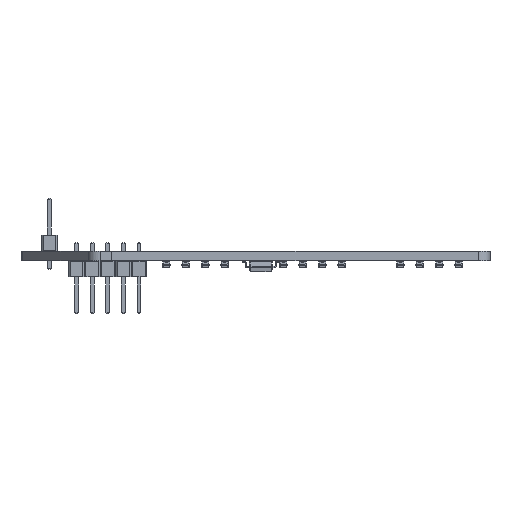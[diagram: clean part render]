
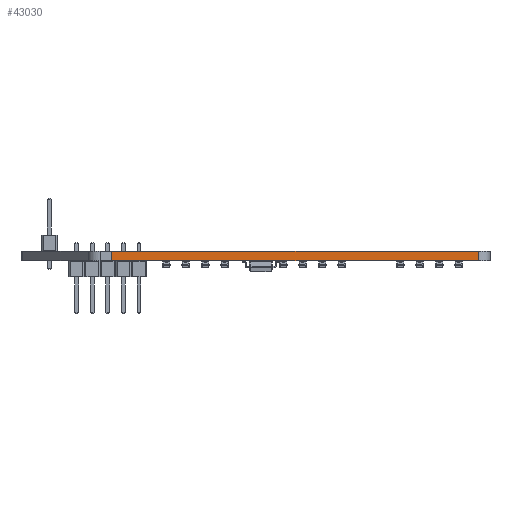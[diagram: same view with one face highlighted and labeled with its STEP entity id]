
A CAD part, left-side view. The second image highlights one B-rep face of the part: STEP entity #43030.
In plain terms, the highlighted planar face has unit normal (-1, 0, 0).
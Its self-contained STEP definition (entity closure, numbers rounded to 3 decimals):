
#43030 = ADVANCED_FACE('',(#43031),#43045,.F.);
#43031 = FACE_BOUND('',#43032,.F.);
#43032 = EDGE_LOOP('',(#43033,#43068,#43096,#43124));
#43033 = ORIENTED_EDGE('',*,*,#43034,.T.);
#43034 = EDGE_CURVE('',#43035,#43037,#43039,.T.);
#43035 = VERTEX_POINT('',#43036);
#43036 = CARTESIAN_POINT('',(29.21,-46.99,0.));
#43037 = VERTEX_POINT('',#43038);
#43038 = CARTESIAN_POINT('',(29.21,-46.99,1.6));
#43039 = SURFACE_CURVE('',#43040,(#43044,#43056),.PCURVE_S1.);
#43040 = LINE('',#43041,#43042);
#43041 = CARTESIAN_POINT('',(29.21,-46.99,0.));
#43042 = VECTOR('',#43043,1.);
#43043 = DIRECTION('',(0.,0.,1.));
#43044 = PCURVE('',#43045,#43050);
#43045 = PLANE('',#43046);
#43046 = AXIS2_PLACEMENT_3D('',#43047,#43048,#43049);
#43047 = CARTESIAN_POINT('',(29.21,-46.99,0.));
#43048 = DIRECTION('',(1.,0.,0.));
#43049 = DIRECTION('',(0.,-1.,0.));
#43050 = DEFINITIONAL_REPRESENTATION('',(#43051),#43055);
#43051 = LINE('',#43052,#43053);
#43052 = CARTESIAN_POINT('',(0.,0.));
#43053 = VECTOR('',#43054,1.);
#43054 = DIRECTION('',(0.,-1.));
#43055 = ( GEOMETRIC_REPRESENTATION_CONTEXT(2) 
PARAMETRIC_REPRESENTATION_CONTEXT() REPRESENTATION_CONTEXT('2D SPACE',''
  ) );
#43056 = PCURVE('',#43057,#43062);
#43057 = PLANE('',#43058);
#43058 = AXIS2_PLACEMENT_3D('',#43059,#43060,#43061);
#43059 = CARTESIAN_POINT('',(29.21,-45.085,0.));
#43060 = DIRECTION('',(1.,0.,0.));
#43061 = DIRECTION('',(0.,-1.,0.));
#43062 = DEFINITIONAL_REPRESENTATION('',(#43063),#43067);
#43063 = LINE('',#43064,#43065);
#43064 = CARTESIAN_POINT('',(1.905,0.));
#43065 = VECTOR('',#43066,1.);
#43066 = DIRECTION('',(0.,-1.));
#43067 = ( GEOMETRIC_REPRESENTATION_CONTEXT(2) 
PARAMETRIC_REPRESENTATION_CONTEXT() REPRESENTATION_CONTEXT('2D SPACE',''
  ) );
#43068 = ORIENTED_EDGE('',*,*,#43069,.T.);
#43069 = EDGE_CURVE('',#43037,#43070,#43072,.T.);
#43070 = VERTEX_POINT('',#43071);
#43071 = CARTESIAN_POINT('',(29.21,-106.68,1.6));
#43072 = SURFACE_CURVE('',#43073,(#43077,#43084),.PCURVE_S1.);
#43073 = LINE('',#43074,#43075);
#43074 = CARTESIAN_POINT('',(29.21,-46.99,1.6));
#43075 = VECTOR('',#43076,1.);
#43076 = DIRECTION('',(0.,-1.,0.));
#43077 = PCURVE('',#43045,#43078);
#43078 = DEFINITIONAL_REPRESENTATION('',(#43079),#43083);
#43079 = LINE('',#43080,#43081);
#43080 = CARTESIAN_POINT('',(0.,-1.6));
#43081 = VECTOR('',#43082,1.);
#43082 = DIRECTION('',(1.,0.));
#43083 = ( GEOMETRIC_REPRESENTATION_CONTEXT(2) 
PARAMETRIC_REPRESENTATION_CONTEXT() REPRESENTATION_CONTEXT('2D SPACE',''
  ) );
#43084 = PCURVE('',#43085,#43090);
#43085 = PLANE('',#43086);
#43086 = AXIS2_PLACEMENT_3D('',#43087,#43088,#43089);
#43087 = CARTESIAN_POINT('',(89.819,-71.923,1.6));
#43088 = DIRECTION('',(0.,0.,1.));
#43089 = DIRECTION('',(1.,0.,0.));
#43090 = DEFINITIONAL_REPRESENTATION('',(#43091),#43095);
#43091 = LINE('',#43092,#43093);
#43092 = CARTESIAN_POINT('',(-60.609,24.933));
#43093 = VECTOR('',#43094,1.);
#43094 = DIRECTION('',(0.,-1.));
#43095 = ( GEOMETRIC_REPRESENTATION_CONTEXT(2) 
PARAMETRIC_REPRESENTATION_CONTEXT() REPRESENTATION_CONTEXT('2D SPACE',''
  ) );
#43096 = ORIENTED_EDGE('',*,*,#43097,.F.);
#43097 = EDGE_CURVE('',#43098,#43070,#43100,.T.);
#43098 = VERTEX_POINT('',#43099);
#43099 = CARTESIAN_POINT('',(29.21,-106.68,0.));
#43100 = SURFACE_CURVE('',#43101,(#43105,#43112),.PCURVE_S1.);
#43101 = LINE('',#43102,#43103);
#43102 = CARTESIAN_POINT('',(29.21,-106.68,0.));
#43103 = VECTOR('',#43104,1.);
#43104 = DIRECTION('',(0.,0.,1.));
#43105 = PCURVE('',#43045,#43106);
#43106 = DEFINITIONAL_REPRESENTATION('',(#43107),#43111);
#43107 = LINE('',#43108,#43109);
#43108 = CARTESIAN_POINT('',(59.69,0.));
#43109 = VECTOR('',#43110,1.);
#43110 = DIRECTION('',(0.,-1.));
#43111 = ( GEOMETRIC_REPRESENTATION_CONTEXT(2) 
PARAMETRIC_REPRESENTATION_CONTEXT() REPRESENTATION_CONTEXT('2D SPACE',''
  ) );
#43112 = PCURVE('',#43113,#43118);
#43113 = CYLINDRICAL_SURFACE('',#43114,1.905);
#43114 = AXIS2_PLACEMENT_3D('',#43115,#43116,#43117);
#43115 = CARTESIAN_POINT('',(31.115,-106.68,0.));
#43116 = DIRECTION('',(0.,0.,-1.));
#43117 = DIRECTION('',(1.,0.,0.));
#43118 = DEFINITIONAL_REPRESENTATION('',(#43119),#43123);
#43119 = LINE('',#43120,#43121);
#43120 = CARTESIAN_POINT('',(-3.142,0.));
#43121 = VECTOR('',#43122,1.);
#43122 = DIRECTION('',(0.,-1.));
#43123 = ( GEOMETRIC_REPRESENTATION_CONTEXT(2) 
PARAMETRIC_REPRESENTATION_CONTEXT() REPRESENTATION_CONTEXT('2D SPACE',''
  ) );
#43124 = ORIENTED_EDGE('',*,*,#43125,.F.);
#43125 = EDGE_CURVE('',#43035,#43098,#43126,.T.);
#43126 = SURFACE_CURVE('',#43127,(#43131,#43138),.PCURVE_S1.);
#43127 = LINE('',#43128,#43129);
#43128 = CARTESIAN_POINT('',(29.21,-46.99,0.));
#43129 = VECTOR('',#43130,1.);
#43130 = DIRECTION('',(0.,-1.,0.));
#43131 = PCURVE('',#43045,#43132);
#43132 = DEFINITIONAL_REPRESENTATION('',(#43133),#43137);
#43133 = LINE('',#43134,#43135);
#43134 = CARTESIAN_POINT('',(0.,0.));
#43135 = VECTOR('',#43136,1.);
#43136 = DIRECTION('',(1.,0.));
#43137 = ( GEOMETRIC_REPRESENTATION_CONTEXT(2) 
PARAMETRIC_REPRESENTATION_CONTEXT() REPRESENTATION_CONTEXT('2D SPACE',''
  ) );
#43138 = PCURVE('',#43139,#43144);
#43139 = PLANE('',#43140);
#43140 = AXIS2_PLACEMENT_3D('',#43141,#43142,#43143);
#43141 = CARTESIAN_POINT('',(89.819,-71.923,0.));
#43142 = DIRECTION('',(0.,0.,1.));
#43143 = DIRECTION('',(1.,0.,0.));
#43144 = DEFINITIONAL_REPRESENTATION('',(#43145),#43149);
#43145 = LINE('',#43146,#43147);
#43146 = CARTESIAN_POINT('',(-60.609,24.933));
#43147 = VECTOR('',#43148,1.);
#43148 = DIRECTION('',(0.,-1.));
#43149 = ( GEOMETRIC_REPRESENTATION_CONTEXT(2) 
PARAMETRIC_REPRESENTATION_CONTEXT() REPRESENTATION_CONTEXT('2D SPACE',''
  ) );
